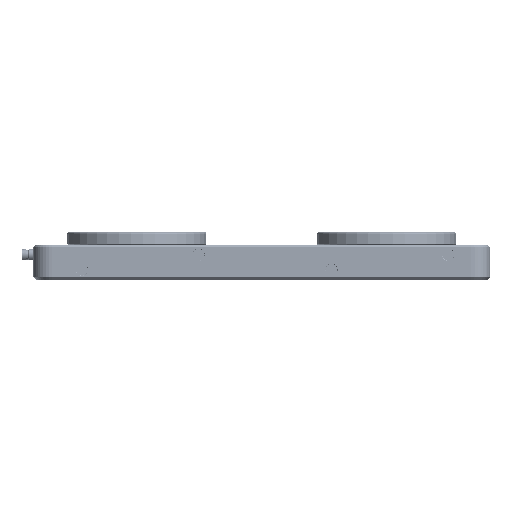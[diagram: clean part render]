
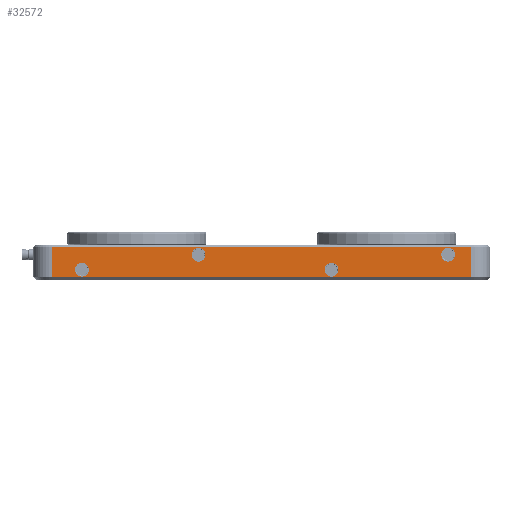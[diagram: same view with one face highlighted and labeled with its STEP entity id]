
A CAD part, front view. The second image highlights one B-rep face of the part: STEP entity #32572.
In plain terms, the highlighted planar face has unit normal (0, -1, 0).
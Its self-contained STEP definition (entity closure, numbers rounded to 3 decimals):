
#714 = DIRECTION ( 'NONE',  ( 0., -1., 0. ) ) ;
#974 = DIRECTION ( 'NONE',  ( 0., 0., -1. ) ) ;
#1407 = CIRCLE ( 'NONE', #6304, 5.5 ) ;
#1441 = DIRECTION ( 'NONE',  ( 0., -1., 0. ) ) ;
#1541 = CARTESIAN_POINT ( 'NONE',  ( 68.017, -143.345, 306.5 ) ) ;
#2075 = EDGE_CURVE ( 'NONE', #27974, #15588, #44346, .T. ) ;
#2298 = CARTESIAN_POINT ( 'NONE',  ( -150.483, -143.345, 324.5 ) ) ;
#3544 = AXIS2_PLACEMENT_3D ( 'NONE', #40350, #7981, #43712 ) ;
#3587 = DIRECTION ( 'NONE',  ( 0., 0., -1. ) ) ;
#3980 = EDGE_CURVE ( 'NONE', #42957, #20258, #26006, .T. ) ;
#4250 = CIRCLE ( 'NONE', #46629, 5.5 ) ;
#4452 = ORIENTED_EDGE ( 'NONE', *, *, #11351, .F. ) ;
#4979 = AXIS2_PLACEMENT_3D ( 'NONE', #38524, #13267, #13593 ) ;
#5185 = EDGE_LOOP ( 'NONE', ( #4452, #36692 ) ) ;
#5223 = LINE ( 'NONE', #38356, #28370 ) ;
#5621 = DIRECTION ( 'NONE',  ( 0., -1., 0. ) ) ;
#6304 = AXIS2_PLACEMENT_3D ( 'NONE', #28686, #7249, #8647 ) ;
#6652 = AXIS2_PLACEMENT_3D ( 'NONE', #25509, #39593, #3587 ) ;
#7249 = DIRECTION ( 'NONE',  ( 0., -1., 0. ) ) ;
#7479 = LINE ( 'NONE', #14172, #32323 ) ;
#7531 = ORIENTED_EDGE ( 'NONE', *, *, #2075, .F. ) ;
#7938 = ORIENTED_EDGE ( 'NONE', *, *, #28768, .F. ) ;
#7981 = DIRECTION ( 'NONE',  ( 0., -1., 0. ) ) ;
#8304 = CARTESIAN_POINT ( 'NONE',  ( 49.517, -143.345, 330. ) ) ;
#8399 = DIRECTION ( 'NONE',  ( 0., -1., 0. ) ) ;
#8647 = DIRECTION ( 'NONE',  ( 0., 0., -1. ) ) ;
#8748 = LINE ( 'NONE', #15011, #26258 ) ;
#9157 = CARTESIAN_POINT ( 'NONE',  ( -43.983, -143.345, 318. ) ) ;
#9693 = EDGE_CURVE ( 'NONE', #29245, #32512, #26354, .T. ) ;
#10498 = ORIENTED_EDGE ( 'NONE', *, *, #12755, .T. ) ;
#11351 = EDGE_CURVE ( 'NONE', #32512, #29245, #1407, .T. ) ;
#12177 = CARTESIAN_POINT ( 'NONE',  ( -150.483, -143.345, 324.5 ) ) ;
#12338 = CARTESIAN_POINT ( 'NONE',  ( 49.517, -143.345, 324.5 ) ) ;
#12750 = DIRECTION ( 'NONE',  ( 0., -1., 0. ) ) ;
#12755 = EDGE_CURVE ( 'NONE', #20258, #14122, #5223, .T. ) ;
#12770 = DIRECTION ( 'NONE',  ( -1., 0., 0. ) ) ;
#13267 = DIRECTION ( 'NONE',  ( 0., 1., 0. ) ) ;
#13478 = AXIS2_PLACEMENT_3D ( 'NONE', #12177, #1441, #44613 ) ;
#13593 = DIRECTION ( 'NONE',  ( 0., 0., 1. ) ) ;
#13691 = CARTESIAN_POINT ( 'NONE',  ( -150.483, -143.345, 330. ) ) ;
#14122 = VERTEX_POINT ( 'NONE', #40719 ) ;
#14172 = CARTESIAN_POINT ( 'NONE',  ( -282.983, -143.345, 306.5 ) ) ;
#14604 = CIRCLE ( 'NONE', #30046, 5.5 ) ;
#14616 = DIRECTION ( 'NONE',  ( 1., 0., 0. ) ) ;
#15011 = CARTESIAN_POINT ( 'NONE',  ( -267.983, -143.345, 335.5 ) ) ;
#15588 = VERTEX_POINT ( 'NONE', #32736 ) ;
#16170 = DIRECTION ( 'NONE',  ( 0., 0., -1. ) ) ;
#16924 = VERTEX_POINT ( 'NONE', #35390 ) ;
#17463 = ORIENTED_EDGE ( 'NONE', *, *, #37745, .F. ) ;
#18222 = AXIS2_PLACEMENT_3D ( 'NONE', #27573, #12750, #20182 ) ;
#19362 = DIRECTION ( 'NONE',  ( 0., 0., -1. ) ) ;
#20182 = DIRECTION ( 'NONE',  ( 0., 0., -1. ) ) ;
#20258 = VERTEX_POINT ( 'NONE', #20858 ) ;
#20271 = EDGE_LOOP ( 'NONE', ( #23755, #44014, #24925, #10498 ) ) ;
#20447 = DIRECTION ( 'NONE',  ( 0., 0., 1. ) ) ;
#20529 = PLANE ( 'NONE',  #4979 ) ;
#20730 = VERTEX_POINT ( 'NONE', #9157 ) ;
#20858 = CARTESIAN_POINT ( 'NONE',  ( 68.017, -143.345, 330.5 ) ) ;
#21051 = ORIENTED_EDGE ( 'NONE', *, *, #44264, .F. ) ;
#22661 = CIRCLE ( 'NONE', #43052, 5.5 ) ;
#23076 = DIRECTION ( 'NONE',  ( 0., 0., -1. ) ) ;
#23619 = EDGE_LOOP ( 'NONE', ( #24732, #7531 ) ) ;
#23755 = ORIENTED_EDGE ( 'NONE', *, *, #24492, .T. ) ;
#23820 = CIRCLE ( 'NONE', #18222, 5.5 ) ;
#24492 = EDGE_CURVE ( 'NONE', #14122, #33814, #8748, .T. ) ;
#24732 = ORIENTED_EDGE ( 'NONE', *, *, #35449, .F. ) ;
#24785 = EDGE_LOOP ( 'NONE', ( #28467, #7938 ) ) ;
#24925 = ORIENTED_EDGE ( 'NONE', *, *, #3980, .T. ) ;
#25509 = CARTESIAN_POINT ( 'NONE',  ( 49.517, -143.345, 324.5 ) ) ;
#26006 = LINE ( 'NONE', #31493, #34486 ) ;
#26258 = VECTOR ( 'NONE', #23076, 1000. ) ;
#26354 = CIRCLE ( 'NONE', #3544, 5.5 ) ;
#27573 = CARTESIAN_POINT ( 'NONE',  ( -43.983, -143.345, 312.5 ) ) ;
#27974 = VERTEX_POINT ( 'NONE', #13691 ) ;
#28185 = CIRCLE ( 'NONE', #6652, 5.5 ) ;
#28370 = VECTOR ( 'NONE', #12770, 1000. ) ;
#28410 = FACE_BOUND ( 'NONE', #23619, .T. ) ;
#28467 = ORIENTED_EDGE ( 'NONE', *, *, #42334, .F. ) ;
#28686 = CARTESIAN_POINT ( 'NONE',  ( -243.983, -143.345, 312.5 ) ) ;
#28768 = EDGE_CURVE ( 'NONE', #35401, #16924, #28185, .T. ) ;
#29245 = VERTEX_POINT ( 'NONE', #35408 ) ;
#30046 = AXIS2_PLACEMENT_3D ( 'NONE', #40370, #714, #19362 ) ;
#30796 = CARTESIAN_POINT ( 'NONE',  ( -243.983, -143.345, 307. ) ) ;
#31493 = CARTESIAN_POINT ( 'NONE',  ( 68.017, -143.345, 335.5 ) ) ;
#32323 = VECTOR ( 'NONE', #14616, 1000. ) ;
#32512 = VERTEX_POINT ( 'NONE', #30796 ) ;
#32572 = ADVANCED_FACE ( 'NONE', ( #42003, #44889, #35223, #28410, #43738 ), #20529, .F. ) ;
#32736 = CARTESIAN_POINT ( 'NONE',  ( -150.483, -143.345, 319. ) ) ;
#33129 = EDGE_CURVE ( 'NONE', #33814, #42957, #7479, .T. ) ;
#33336 = CARTESIAN_POINT ( 'NONE',  ( -43.983, -143.345, 307. ) ) ;
#33814 = VERTEX_POINT ( 'NONE', #40111 ) ;
#34486 = VECTOR ( 'NONE', #20447, 1000. ) ;
#35223 = FACE_BOUND ( 'NONE', #5185, .T. ) ;
#35390 = CARTESIAN_POINT ( 'NONE',  ( 49.517, -143.345, 319. ) ) ;
#35401 = VERTEX_POINT ( 'NONE', #8304 ) ;
#35408 = CARTESIAN_POINT ( 'NONE',  ( -243.983, -143.345, 318. ) ) ;
#35449 = EDGE_CURVE ( 'NONE', #15588, #27974, #4250, .T. ) ;
#36137 = EDGE_LOOP ( 'NONE', ( #21051, #17463 ) ) ;
#36692 = ORIENTED_EDGE ( 'NONE', *, *, #9693, .F. ) ;
#37745 = EDGE_CURVE ( 'NONE', #20730, #46586, #23820, .T. ) ;
#38356 = CARTESIAN_POINT ( 'NONE',  ( -267.983, -143.345, 330.5 ) ) ;
#38524 = CARTESIAN_POINT ( 'NONE',  ( -282.983, -143.345, 335.5 ) ) ;
#39593 = DIRECTION ( 'NONE',  ( 0., -1., 0. ) ) ;
#40111 = CARTESIAN_POINT ( 'NONE',  ( -267.983, -143.345, 306.5 ) ) ;
#40350 = CARTESIAN_POINT ( 'NONE',  ( -243.983, -143.345, 312.5 ) ) ;
#40370 = CARTESIAN_POINT ( 'NONE',  ( -43.983, -143.345, 312.5 ) ) ;
#40719 = CARTESIAN_POINT ( 'NONE',  ( -267.983, -143.345, 330.5 ) ) ;
#42003 = FACE_BOUND ( 'NONE', #36137, .T. ) ;
#42334 = EDGE_CURVE ( 'NONE', #16924, #35401, #22661, .T. ) ;
#42957 = VERTEX_POINT ( 'NONE', #1541 ) ;
#43052 = AXIS2_PLACEMENT_3D ( 'NONE', #12338, #8399, #974 ) ;
#43712 = DIRECTION ( 'NONE',  ( 0., 0., -1. ) ) ;
#43738 = FACE_OUTER_BOUND ( 'NONE', #20271, .T. ) ;
#44014 = ORIENTED_EDGE ( 'NONE', *, *, #33129, .T. ) ;
#44264 = EDGE_CURVE ( 'NONE', #46586, #20730, #14604, .T. ) ;
#44346 = CIRCLE ( 'NONE', #13478, 5.5 ) ;
#44613 = DIRECTION ( 'NONE',  ( 0., 0., -1. ) ) ;
#44889 = FACE_BOUND ( 'NONE', #24785, .T. ) ;
#46586 = VERTEX_POINT ( 'NONE', #33336 ) ;
#46629 = AXIS2_PLACEMENT_3D ( 'NONE', #2298, #5621, #16170 ) ;
